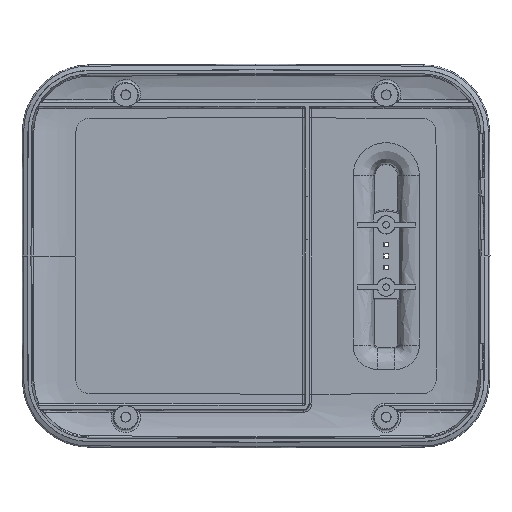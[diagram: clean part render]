
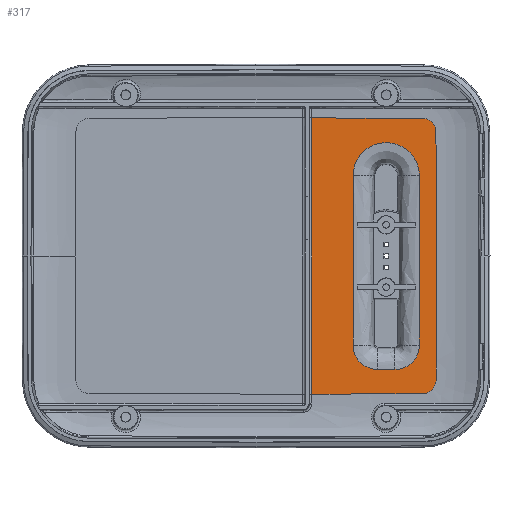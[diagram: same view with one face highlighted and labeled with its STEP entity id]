
A CAD part, front view. The second image highlights one B-rep face of the part: STEP entity #317.
In plain terms, the highlighted planar face has unit normal (0, 1, 0).
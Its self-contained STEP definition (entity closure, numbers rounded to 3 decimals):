
#37=FACE_BOUND('',#982,.T.);
#317=ADVANCED_FACE('',(#638,#37),#5103,.T.);
#638=FACE_OUTER_BOUND('',#981,.T.);
#981=EDGE_LOOP('',(#2423,#2424));
#982=EDGE_LOOP('',(#2425,#2426,#2427,#2428,#2429,#2430));
#2423=ORIENTED_EDGE('',*,*,#2865,.F.);
#2424=ORIENTED_EDGE('',*,*,#3423,.T.);
#2425=ORIENTED_EDGE('',*,*,#3236,.F.);
#2426=ORIENTED_EDGE('',*,*,#3239,.F.);
#2427=ORIENTED_EDGE('',*,*,#3242,.F.);
#2428=ORIENTED_EDGE('',*,*,#3244,.F.);
#2429=ORIENTED_EDGE('',*,*,#3246,.F.);
#2430=ORIENTED_EDGE('',*,*,#3248,.F.);
#2865=EDGE_CURVE('',#4440,#4443,#3862,.T.);
#3236=EDGE_CURVE('',#4680,#4681,#4100,.T.);
#3239=EDGE_CURVE('',#4682,#4680,#4103,.T.);
#3242=EDGE_CURVE('',#4683,#4682,#4106,.T.);
#3244=EDGE_CURVE('',#4684,#4683,#4108,.T.);
#3246=EDGE_CURVE('',#4685,#4684,#4110,.T.);
#3248=EDGE_CURVE('',#4681,#4685,#4112,.T.);
#3423=EDGE_CURVE('',#4440,#4443,#4262,.T.);
#3862=B_SPLINE_CURVE_WITH_KNOTS('',1,(#28538,#28539),.UNSPECIFIED.,.F.,
 .F.,(2,2),(0.,61.972),.UNSPECIFIED.);
#4100=B_SPLINE_CURVE_WITH_KNOTS('',3,(#30287,#30288,#30289,#30290,#30291,
#30292,#30293,#30294,#30295,#30296,#30297,#30298,#30299,#30300,#30301,#30302),
 .UNSPECIFIED.,.F.,.F.,(4,2,2,2,2,2,2,4),(0.,0.125,0.25,
0.5,0.625,0.75,0.875,1.),.UNSPECIFIED.);
#4103=B_SPLINE_CURVE_WITH_KNOTS('',1,(#30323,#30324),.UNSPECIFIED.,.F.,
 .F.,(2,2),(0.,37.967),.UNSPECIFIED.);
#4106=B_SPLINE_CURVE_WITH_KNOTS('',3,(#30341,#30342,#30343,#30344,#30345,
#30346,#30347,#30348,#30349,#30350,#30351,#30352,#30353),.UNSPECIFIED.,
 .F.,.F.,(4,1,1,1,1,1,1,1,1,1,4),(0.,0.125,0.187,
0.271,0.375,0.5,0.625,
0.729,0.812,0.875,1.),.UNSPECIFIED.);
#4108=B_SPLINE_CURVE_WITH_KNOTS('',1,(#30358,#30359),.UNSPECIFIED.,.F.,
 .F.,(2,2),(0.,37.967),.UNSPECIFIED.);
#4110=B_SPLINE_CURVE_WITH_KNOTS('',3,(#30370,#30371,#30372,#30373,#30374,
#30375,#30376,#30377,#30378,#30379,#30380,#30381,#30382,#30383,#30384,#30385),
 .UNSPECIFIED.,.F.,.F.,(4,2,2,2,2,2,2,4),(0.,0.125,0.25,0.5,
0.625,0.75,0.875,1.),.UNSPECIFIED.);
#4112=B_SPLINE_CURVE_WITH_KNOTS('',1,(#30396,#30397),.UNSPECIFIED.,.F.,
 .F.,(2,2),(0.,3.933),.UNSPECIFIED.);
#4262=B_SPLINE_CURVE_WITH_KNOTS('',3,(#31963,#31964,#31965,#31966,#31967,
#31968,#31969,#31970,#31971,#31972,#31973,#31974,#31975,#31976,#31977,#31978,
#31979,#31980,#31981,#31982,#31983,#31984,#31985,#31986,#31987,#31988,#31989,
#31990,#31991,#31992,#31993,#31994,#31995,#31996,#31997,#31998,#31999,#32000,
#32001,#32002,#32003,#32004,#32005,#32006,#32007,#32008),.UNSPECIFIED.,
 .F.,.F.,(4,2,2,2,2,2,2,2,2,2,2,2,2,2,2,2,2,2,2,2,2,2,4),(-4.333,
-3.789,-3.55,-3.506,-3.483,
-3.443,-3.397,-3.378,-3.351,
-3.297,-3.053,-2.504,-1.986,
-1.729,-1.665,-1.633,-1.622,
-1.576,-1.53,-1.503,-1.455,-1.213,
-0.667),.UNSPECIFIED.);
#4440=VERTEX_POINT('',#26981);
#4443=VERTEX_POINT('',#26984);
#4680=VERTEX_POINT('',#27221);
#4681=VERTEX_POINT('',#27222);
#4682=VERTEX_POINT('',#27223);
#4683=VERTEX_POINT('',#27224);
#4684=VERTEX_POINT('',#27225);
#4685=VERTEX_POINT('',#27226);
#5103=PLANE('',#5213);
#5213=AXIS2_PLACEMENT_3D('',#17114,#5306,$);
#5306=DIRECTION('',(0.,1.,0.));
#17114=CARTESIAN_POINT('',(9.567,7.4,37.303));
#26981=CARTESIAN_POINT('',(12.491,7.4,30.986));
#26984=CARTESIAN_POINT('',(12.491,7.4,-30.986));
#27221=CARTESIAN_POINT('',(36.63,7.4,-19.967));
#27222=CARTESIAN_POINT('',(31.167,7.4,-25.43));
#27223=CARTESIAN_POINT('',(36.63,7.4,18.));
#27224=CARTESIAN_POINT('',(21.77,7.4,18.));
#27225=CARTESIAN_POINT('',(21.77,7.4,-19.967));
#27226=CARTESIAN_POINT('',(27.233,7.4,-25.43));
#28538=CARTESIAN_POINT('',(12.491,7.4,30.986));
#28539=CARTESIAN_POINT('',(12.491,7.4,-30.986));
#30287=CARTESIAN_POINT('',(36.63,7.4,-19.967));
#30288=CARTESIAN_POINT('',(36.639,7.4,-20.325));
#30289=CARTESIAN_POINT('',(36.611,7.4,-20.683));
#30290=CARTESIAN_POINT('',(36.482,7.4,-21.394));
#30291=CARTESIAN_POINT('',(36.383,7.4,-21.739));
#30292=CARTESIAN_POINT('',(35.981,7.4,-22.745));
#30293=CARTESIAN_POINT('',(35.578,7.4,-23.356));
#30294=CARTESIAN_POINT('',(34.811,7.4,-24.122));
#30295=CARTESIAN_POINT('',(34.532,7.4,-24.35));
#30296=CARTESIAN_POINT('',(33.929,7.4,-24.748));
#30297=CARTESIAN_POINT('',(33.608,7.4,-24.915));
#30298=CARTESIAN_POINT('',(32.94,7.4,-25.183));
#30299=CARTESIAN_POINT('',(32.594,7.4,-25.282));
#30300=CARTESIAN_POINT('',(31.883,7.4,-25.411));
#30301=CARTESIAN_POINT('',(31.525,7.4,-25.439));
#30302=CARTESIAN_POINT('',(31.167,7.4,-25.43));
#30323=CARTESIAN_POINT('',(36.63,7.4,18.));
#30324=CARTESIAN_POINT('',(36.63,7.4,-19.967));
#30341=CARTESIAN_POINT('',(21.77,7.4,18.));
#30342=CARTESIAN_POINT('',(21.768,7.4,18.973));
#30343=CARTESIAN_POINT('',(22.06,7.4,20.431));
#30344=CARTESIAN_POINT('',(23.059,7.4,22.298));
#30345=CARTESIAN_POINT('',(24.352,7.4,23.774));
#30346=CARTESIAN_POINT('',(26.445,7.4,25.076));
#30347=CARTESIAN_POINT('',(29.2,7.4,25.624));
#30348=CARTESIAN_POINT('',(31.955,7.4,25.076));
#30349=CARTESIAN_POINT('',(34.048,7.4,23.774));
#30350=CARTESIAN_POINT('',(35.341,7.4,22.298));
#30351=CARTESIAN_POINT('',(36.34,7.4,20.431));
#30352=CARTESIAN_POINT('',(36.632,7.4,18.973));
#30353=CARTESIAN_POINT('',(36.63,7.4,18.));
#30358=CARTESIAN_POINT('',(21.77,7.4,-19.967));
#30359=CARTESIAN_POINT('',(21.77,7.4,18.));
#30370=CARTESIAN_POINT('',(27.233,7.4,-25.43));
#30371=CARTESIAN_POINT('',(26.875,7.4,-25.439));
#30372=CARTESIAN_POINT('',(26.517,7.4,-25.411));
#30373=CARTESIAN_POINT('',(25.806,7.4,-25.282));
#30374=CARTESIAN_POINT('',(25.461,7.4,-25.183));
#30375=CARTESIAN_POINT('',(24.455,7.4,-24.781));
#30376=CARTESIAN_POINT('',(23.844,7.4,-24.378));
#30377=CARTESIAN_POINT('',(23.078,7.4,-23.611));
#30378=CARTESIAN_POINT('',(22.85,7.4,-23.332));
#30379=CARTESIAN_POINT('',(22.452,7.4,-22.729));
#30380=CARTESIAN_POINT('',(22.285,7.4,-22.408));
#30381=CARTESIAN_POINT('',(22.017,7.4,-21.74));
#30382=CARTESIAN_POINT('',(21.918,7.4,-21.394));
#30383=CARTESIAN_POINT('',(21.789,7.4,-20.683));
#30384=CARTESIAN_POINT('',(21.761,7.4,-20.325));
#30385=CARTESIAN_POINT('',(21.77,7.4,-19.967));
#30396=CARTESIAN_POINT('',(31.167,7.4,-25.43));
#30397=CARTESIAN_POINT('',(27.233,7.4,-25.43));
#31963=CARTESIAN_POINT('',(12.491,7.4,30.986));
#31964=CARTESIAN_POINT('',(18.123,7.4,30.973));
#31965=CARTESIAN_POINT('',(23.755,7.4,30.952));
#31966=CARTESIAN_POINT('',(31.859,7.4,30.908));
#31967=CARTESIAN_POINT('',(34.332,7.4,30.893));
#31968=CARTESIAN_POINT('',(37.253,7.4,30.874));
#31969=CARTESIAN_POINT('',(37.695,7.4,30.895));
#31970=CARTESIAN_POINT('',(38.382,7.4,30.715));
#31971=CARTESIAN_POINT('',(38.604,7.4,30.621));
#31972=CARTESIAN_POINT('',(39.186,7.4,30.292));
#31973=CARTESIAN_POINT('',(39.484,7.4,30.041));
#31974=CARTESIAN_POINT('',(40.047,7.4,29.325));
#31975=CARTESIAN_POINT('',(40.236,7.4,28.924));
#31976=CARTESIAN_POINT('',(40.378,7.4,28.24));
#31977=CARTESIAN_POINT('',(40.393,7.4,28.038));
#31978=CARTESIAN_POINT('',(40.397,7.4,27.552));
#31979=CARTESIAN_POINT('',(40.399,7.4,27.273));
#31980=CARTESIAN_POINT('',(40.405,7.4,26.414));
#31981=CARTESIAN_POINT('',(40.409,7.4,25.835));
#31982=CARTESIAN_POINT('',(40.431,7.4,22.665));
#31983=CARTESIAN_POINT('',(40.446,7.4,20.074));
#31984=CARTESIAN_POINT('',(40.486,7.4,11.661));
#31985=CARTESIAN_POINT('',(40.5,7.4,5.838));
#31986=CARTESIAN_POINT('',(40.5,7.4,-5.479));
#31987=CARTESIAN_POINT('',(40.488,7.4,-10.972));
#31988=CARTESIAN_POINT('',(40.451,7.4,-19.195));
#31989=CARTESIAN_POINT('',(40.436,7.4,-21.924));
#31990=CARTESIAN_POINT('',(40.413,7.4,-25.332));
#31991=CARTESIAN_POINT('',(40.408,7.4,-26.009));
#31992=CARTESIAN_POINT('',(40.401,7.4,-27.025));
#31993=CARTESIAN_POINT('',(40.398,7.4,-27.363));
#31994=CARTESIAN_POINT('',(40.395,7.4,-27.825));
#31995=CARTESIAN_POINT('',(40.396,7.4,-27.948));
#31996=CARTESIAN_POINT('',(40.353,7.4,-28.555));
#31997=CARTESIAN_POINT('',(40.215,7.4,-28.969));
#31998=CARTESIAN_POINT('',(39.72,7.4,-29.8));
#31999=CARTESIAN_POINT('',(39.414,7.4,-30.117));
#32000=CARTESIAN_POINT('',(38.767,7.4,-30.543));
#32001=CARTESIAN_POINT('',(38.517,7.4,-30.668));
#32002=CARTESIAN_POINT('',(37.747,7.4,-30.896));
#32003=CARTESIAN_POINT('',(37.319,7.4,-30.874));
#32004=CARTESIAN_POINT('',(34.337,7.4,-30.893));
#32005=CARTESIAN_POINT('',(31.851,7.4,-30.908));
#32006=CARTESIAN_POINT('',(23.74,7.4,-30.952));
#32007=CARTESIAN_POINT('',(18.116,7.4,-30.973));
#32008=CARTESIAN_POINT('',(12.491,7.4,-30.986));
